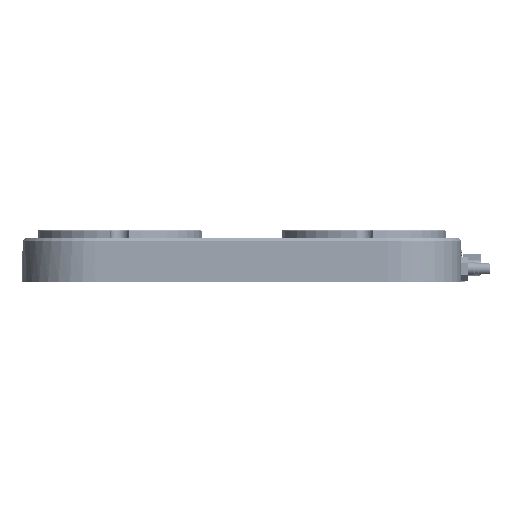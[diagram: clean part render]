
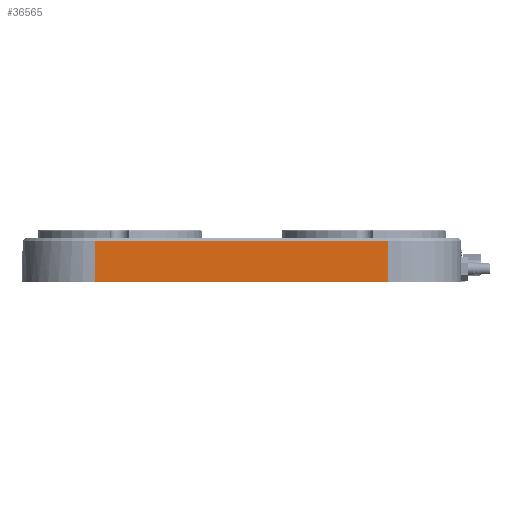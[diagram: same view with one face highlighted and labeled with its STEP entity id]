
A CAD part, left-side view. The second image highlights one B-rep face of the part: STEP entity #36565.
In plain terms, the highlighted planar face has unit normal (-1, 0, 0).
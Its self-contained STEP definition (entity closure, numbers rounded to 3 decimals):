
#4540=PLANE('',#38990);
#5472=FACE_OUTER_BOUND('',#7544,.T.);
#7544=EDGE_LOOP('',(#25779,#25780,#25781,#25782));
#10937=LINE('',#49548,#13859);
#10940=LINE('',#49563,#13862);
#10941=LINE('',#49565,#13863);
#10942=LINE('',#49566,#13864);
#13859=VECTOR('',#41652,10.);
#13862=VECTOR('',#41665,10.);
#13863=VECTOR('',#41666,10.);
#13864=VECTOR('',#41667,10.);
#16886=VERTEX_POINT('',#49539);
#16888=VERTEX_POINT('',#49546);
#16891=VERTEX_POINT('',#49562);
#16892=VERTEX_POINT('',#49564);
#20441=EDGE_CURVE('',#16888,#16886,#10937,.T.);
#20447=EDGE_CURVE('',#16891,#16888,#10940,.T.);
#20448=EDGE_CURVE('',#16892,#16891,#10941,.T.);
#20449=EDGE_CURVE('',#16886,#16892,#10942,.T.);
#25779=ORIENTED_EDGE('',*,*,#20441,.F.);
#25780=ORIENTED_EDGE('',*,*,#20447,.F.);
#25781=ORIENTED_EDGE('',*,*,#20448,.F.);
#25782=ORIENTED_EDGE('',*,*,#20449,.F.);
#36565=ADVANCED_FACE('',(#5472),#4540,.T.);
#38990=AXIS2_PLACEMENT_3D('',#49561,#41663,#41664);
#41652=DIRECTION('',(0.,-1.,0.));
#41663=DIRECTION('center_axis',(-1.,0.,0.));
#41664=DIRECTION('ref_axis',(0.,-1.,0.));
#41665=DIRECTION('',(0.,0.,1.));
#41666=DIRECTION('',(0.,1.,0.));
#41667=DIRECTION('',(0.,0.,-1.));
#49539=CARTESIAN_POINT('',(-328.,-120.,34.));
#49546=CARTESIAN_POINT('',(-328.,120.,34.));
#49548=CARTESIAN_POINT('',(-328.,90.,34.));
#49561=CARTESIAN_POINT('Origin',(-328.,180.,0.));
#49562=CARTESIAN_POINT('',(-328.,120.,0.));
#49563=CARTESIAN_POINT('',(-328.,120.,0.));
#49564=CARTESIAN_POINT('',(-328.,-120.,0.));
#49565=CARTESIAN_POINT('',(-328.,-180.,0.));
#49566=CARTESIAN_POINT('',(-328.,-120.,0.));
